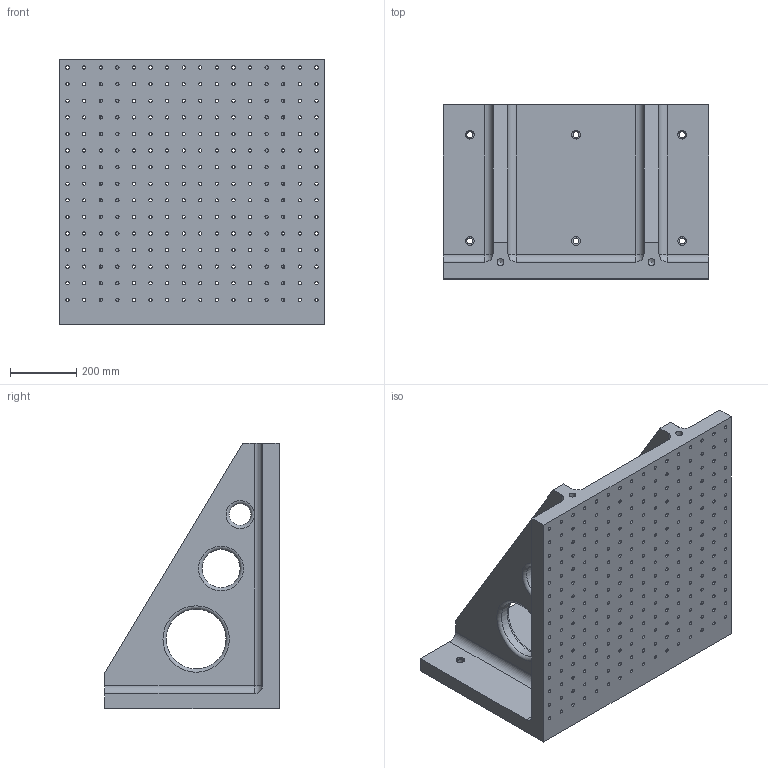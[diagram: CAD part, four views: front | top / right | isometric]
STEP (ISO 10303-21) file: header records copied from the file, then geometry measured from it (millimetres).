
FILE_DESCRIPTION( ( 'Unknown' ), '1' );
FILE_NAME( 'BP21-525800-0800-12.stp', 'Unknown', ( 'S.C.H' ), ( 'Unknown' ), 'XStep 1.0', 'Unknown', ' ' );
FILE_SCHEMA( ( 'CONFIG_CONTROL_DESIGN' ) );
Length unit declared in the file: millimetre
Products named in the file (1): 1
Bounding box: 800 x 525 x 800 mm (x, y, z)
Volume: 64522206 mm3; surface area: 3315189.9 mm2
Topology: 1 solids, 1 shells, 415 faces, 1175 edges, 716 vertices
Faces by surface type: cylinder 271, plane 126, torus 12, sphere 4, cone 2
Full cylindrical faces by diameter (mm): 10.2 x240, 18 x6, 21 x2, 26 x6, 65 x2, 115 x2, 180 x2
Entity records: 12674 total; most frequent: DIRECTION 2291, CARTESIAN_POINT 2060, ORIENTED_EDGE 1670, EDGE_LOOP 1097, AXIS2_PLACEMENT_3D 1042, EDGE_CURVE 835, FACE_OUTER_BOUND 687, VERTEX_POINT 658
